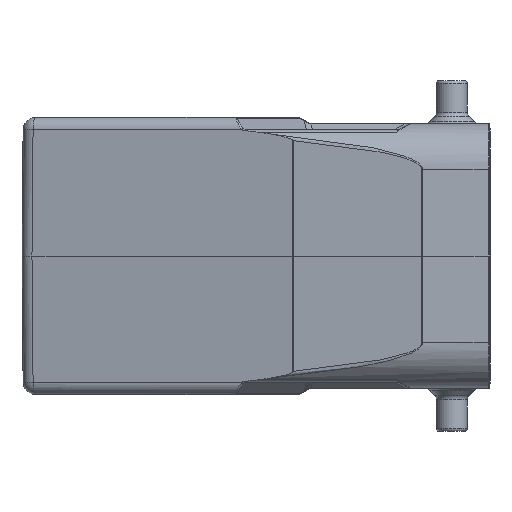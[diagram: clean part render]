
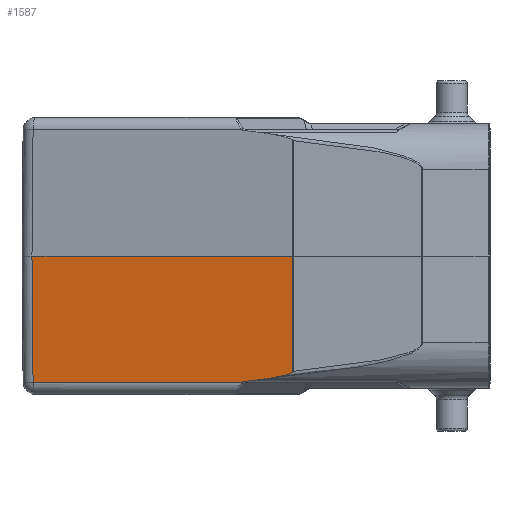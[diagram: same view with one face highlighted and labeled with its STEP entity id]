
A CAD part, left-side view. The second image highlights one B-rep face of the part: STEP entity #1587.
In plain terms, the highlighted planar face has unit normal (-0.982, 0.191, -0.009).
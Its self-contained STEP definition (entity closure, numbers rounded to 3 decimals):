
#315=B_SPLINE_CURVE_WITH_KNOTS('',3,(#17978,#17979,#17980,#17981,#17982,
#17983,#17984,#17985,#17986,#17987),.UNSPECIFIED.,.F.,.F.,(4,3,3,4),(0.,
0.092,0.449,1.),.UNSPECIFIED.);
#1009=FACE_OUTER_BOUND('',#2714,.T.);
#1587=ADVANCED_FACE('',(#1009),#1884,.T.);
#1884=PLANE('',#10538);
#2081=ELLIPSE('',#10536,10.482,2.);
#2082=ELLIPSE('',#10537,39.308,7.5);
#2714=EDGE_LOOP('',(#5250,#5251,#5252,#5253,#5254,#5255,#5256,#5257));
#5250=ORIENTED_EDGE('',*,*,#7938,.T.);
#5251=ORIENTED_EDGE('',*,*,#7939,.F.);
#5252=ORIENTED_EDGE('',*,*,#7940,.F.);
#5253=ORIENTED_EDGE('',*,*,#7923,.F.);
#5254=ORIENTED_EDGE('',*,*,#7933,.F.);
#5255=ORIENTED_EDGE('',*,*,#7941,.T.);
#5256=ORIENTED_EDGE('',*,*,#7942,.T.);
#5257=ORIENTED_EDGE('',*,*,#7935,.F.);
#6670=VERTEX_POINT('',#17968);
#6671=VERTEX_POINT('',#17977);
#6676=VERTEX_POINT('',#18136);
#6677=VERTEX_POINT('',#18142);
#6679=VERTEX_POINT('',#18145);
#6681=VERTEX_POINT('',#18151);
#6682=VERTEX_POINT('',#18153);
#6683=VERTEX_POINT('',#18156);
#7923=EDGE_CURVE('',#6671,#6670,#315,.T.);
#7933=EDGE_CURVE('',#6676,#6671,#8788,.T.);
#7935=EDGE_CURVE('',#6677,#6679,#8789,.T.);
#7938=EDGE_CURVE('',#6677,#6681,#8791,.T.);
#7939=EDGE_CURVE('',#6682,#6681,#2081,.T.);
#7940=EDGE_CURVE('',#6670,#6682,#2082,.T.);
#7941=EDGE_CURVE('',#6676,#6683,#8792,.T.);
#7942=EDGE_CURVE('',#6683,#6679,#8793,.T.);
#8788=LINE('',#18139,#9524);
#8789=LINE('',#18144,#9525);
#8791=LINE('',#18150,#9527);
#8792=LINE('',#18155,#9528);
#8793=LINE('',#18157,#9529);
#9524=VECTOR('',#12865,1.);
#9525=VECTOR('',#12870,1.);
#9527=VECTOR('',#12876,1.);
#9528=VECTOR('',#12881,1.);
#9529=VECTOR('',#12882,1.);
#10536=AXIS2_PLACEMENT_3D('',#18152,#12877,#12878);
#10537=AXIS2_PLACEMENT_3D('',#18154,#12879,#12880);
#10538=AXIS2_PLACEMENT_3D('',#18158,#12883,#12884);
#12865=DIRECTION('',(0.009,-0.001,-1.));
#12870=DIRECTION('',(0.191,0.982,0.));
#12876=DIRECTION('',(-0.13,-0.634,0.763));
#12877=DIRECTION('',(0.982,-0.191,0.009));
#12878=DIRECTION('',(0.191,0.982,0.002));
#12879=DIRECTION('',(0.982,-0.191,0.009));
#12880=DIRECTION('',(0.191,0.982,0.002));
#12881=DIRECTION('',(0.191,0.982,0.));
#12882=DIRECTION('',(0.007,-0.009,-1.));
#12883=DIRECTION('',(-0.982,0.191,-0.009));
#12884=DIRECTION('',(-0.191,-0.982,0.));
#17968=CARTESIAN_POINT('',(-43.862,3.672,-19.817));
#17977=CARTESIAN_POINT('',(-44.58,0.024,-18.83));
#17978=CARTESIAN_POINT('',(-44.58,0.024,-18.83));
#17979=CARTESIAN_POINT('',(-44.564,0.102,-18.917));
#17980=CARTESIAN_POINT('',(-44.542,0.213,-18.97));
#17981=CARTESIAN_POINT('',(-44.521,0.318,-19.019));
#17982=CARTESIAN_POINT('',(-44.439,0.729,-19.21));
#17983=CARTESIAN_POINT('',(-44.352,1.174,-19.317));
#17984=CARTESIAN_POINT('',(-44.265,1.614,-19.421));
#17985=CARTESIAN_POINT('',(-44.132,2.294,-19.582));
#17986=CARTESIAN_POINT('',(-43.997,2.982,-19.707));
#17987=CARTESIAN_POINT('',(-43.862,3.672,-19.817));
#18136=CARTESIAN_POINT('',(-44.743,0.048,0.));
#18139=CARTESIAN_POINT('',(-44.743,0.048,0.003));
#18142=CARTESIAN_POINT('',(-42.957,8.295,-20.517));
#18144=CARTESIAN_POINT('',(-42.957,8.295,-20.517));
#18145=CARTESIAN_POINT('',(-36.366,42.203,-20.517));
#18150=CARTESIAN_POINT('',(-46.306,-8.036,-0.864));
#18151=CARTESIAN_POINT('',(-42.981,8.178,-20.377));
#18152=CARTESIAN_POINT('',(-42.29,11.82,-18.5));
#18153=CARTESIAN_POINT('',(-43.44,5.83,-20.136));
#18154=CARTESIAN_POINT('',(-39.128,28.295,-14.));
#18155=CARTESIAN_POINT('',(-44.742,0.05,0.));
#18156=CARTESIAN_POINT('',(-36.514,42.382,0.));
#18157=CARTESIAN_POINT('',(-36.514,42.382,0.));
#18158=CARTESIAN_POINT('',(-46.119,-7.035,0.));
